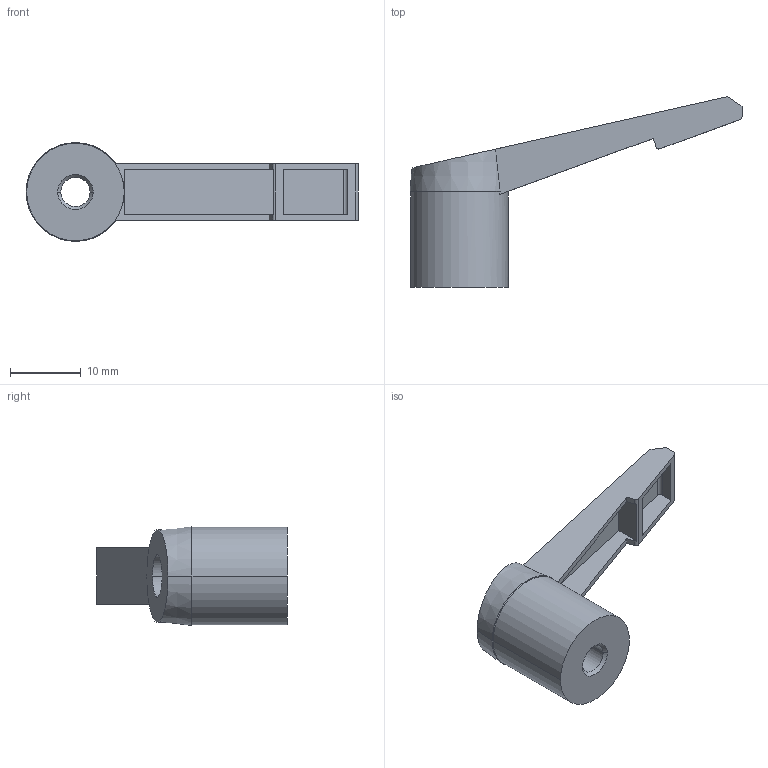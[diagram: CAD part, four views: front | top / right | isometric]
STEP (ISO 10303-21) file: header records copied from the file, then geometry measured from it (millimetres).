
FILE_DESCRIPTION( ( '' ), '1' );
FILE_NAME( 'K0175.105000.stp', '2012-10-29T10:36:40', ( '' ), ( '' ), ' ', ' ', ' ' );
FILE_SCHEMA( ( 'CONFIG_CONTROL_DESIGN' ) );
Length unit declared in the file: millimetre
Products named in the file (1): 1
Bounding box: 47 x 27 x 14 mm (x, y, z)
Volume: 3004.1 mm3; surface area: 2475 mm2
Topology: 1 solids, 1 shells, 44 faces, 116 edges, 76 vertices
Faces by surface type: plane 23, cylinder 9, cone 8, torus 4
Entity records: 1491 total; most frequent: CARTESIAN_POINT 330, DIRECTION 241, ORIENTED_EDGE 232, EDGE_CURVE 116, AXIS2_PLACEMENT_3D 89, VERTEX_POINT 76, LINE 63, VECTOR 63
